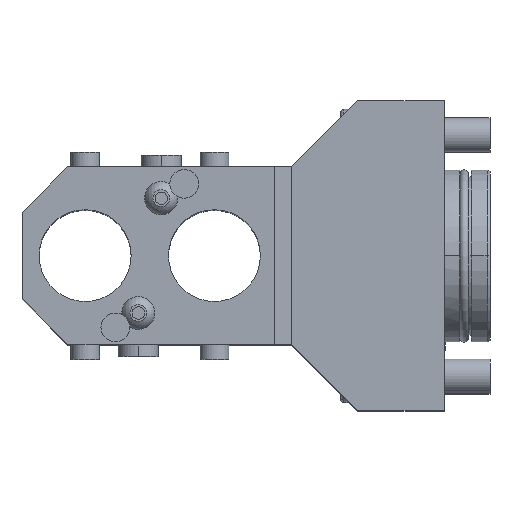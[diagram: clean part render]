
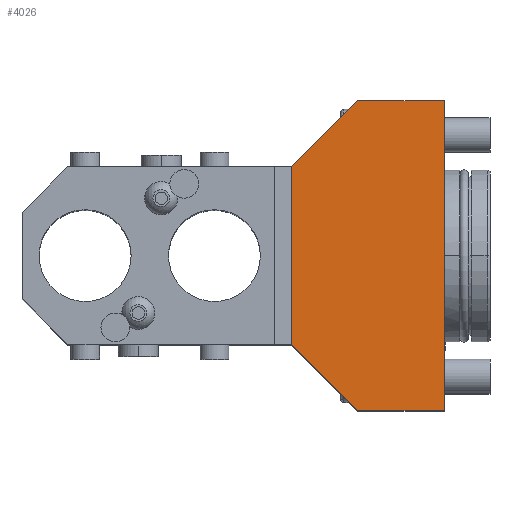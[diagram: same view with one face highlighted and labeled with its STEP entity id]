
A CAD part, top view. The second image highlights one B-rep face of the part: STEP entity #4026.
In plain terms, the highlighted planar face has unit normal (0, 0, 1).
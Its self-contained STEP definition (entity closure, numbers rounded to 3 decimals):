
#28=DIRECTION('',(0.,1.,0.));
#29=VECTOR('',#28,108.);
#30=CARTESIAN_POINT('',(0.,-54.,65.));
#31=LINE('',#30,#29);
#68=DIRECTION('',(-1.,0.,0.));
#69=VECTOR('',#68,30.);
#70=CARTESIAN_POINT('',(0.,54.,65.));
#71=LINE('',#70,#69);
#182=DIRECTION('',(-0.707,-0.707,0.));
#183=VECTOR('',#182,32.527);
#184=CARTESIAN_POINT('',(-30.,54.,65.));
#185=LINE('',#184,#183);
#306=DIRECTION('',(-1.,0.,0.));
#307=VECTOR('',#306,30.);
#308=CARTESIAN_POINT('',(0.,-54.,65.));
#309=LINE('',#308,#307);
#583=DIRECTION('',(0.707,-0.707,0.));
#584=VECTOR('',#583,32.527);
#585=CARTESIAN_POINT('',(-53.,-31.,65.));
#586=LINE('',#585,#584);
#1247=DIRECTION('',(0.,-1.,0.));
#1248=VECTOR('',#1247,62.);
#1249=CARTESIAN_POINT('',(-53.,31.,65.));
#1250=LINE('',#1249,#1248);
#2991=CARTESIAN_POINT('',(0.,-54.,65.));
#2992=CARTESIAN_POINT('',(0.,54.,65.));
#2993=VERTEX_POINT('',#2991);
#2994=VERTEX_POINT('',#2992);
#2997=CARTESIAN_POINT('',(-30.,-54.,65.));
#2998=VERTEX_POINT('',#2997);
#3005=CARTESIAN_POINT('',(-30.,54.,65.));
#3006=VERTEX_POINT('',#3005);
#3013=CARTESIAN_POINT('',(-53.,-31.,65.));
#3014=VERTEX_POINT('',#3013);
#3017=CARTESIAN_POINT('',(-53.,31.,65.));
#3018=VERTEX_POINT('',#3017);
#4010=CARTESIAN_POINT('',(0.,64.8,65.));
#4011=DIRECTION('',(0.,0.,-1.));
#4012=DIRECTION('',(-1.,0.,0.));
#4013=AXIS2_PLACEMENT_3D('',#4010,#4011,#4012);
#4014=PLANE('',#4013);
#4015=ORIENTED_EDGE('',*,*,#3801,.F.);
#4017=ORIENTED_EDGE('',*,*,#4016,.T.);
#4019=ORIENTED_EDGE('',*,*,#4018,.F.);
#4021=ORIENTED_EDGE('',*,*,#4020,.F.);
#4022=ORIENTED_EDGE('',*,*,#3983,.F.);
#4023=ORIENTED_EDGE('',*,*,#3876,.F.);
#4024=EDGE_LOOP('',(#4015,#4017,#4019,#4021,#4022,#4023));
#4025=FACE_OUTER_BOUND('',#4024,.F.);
#4026=ADVANCED_FACE('',(#4025),#4014,.F.);
#3801=EDGE_CURVE('',#2993,#2994,#31,.T.);
#3876=EDGE_CURVE('',#2994,#3006,#71,.T.);
#3983=EDGE_CURVE('',#3006,#3018,#185,.T.);
#4016=EDGE_CURVE('',#2993,#2998,#309,.T.);
#4018=EDGE_CURVE('',#3014,#2998,#586,.T.);
#4020=EDGE_CURVE('',#3018,#3014,#1250,.T.);
